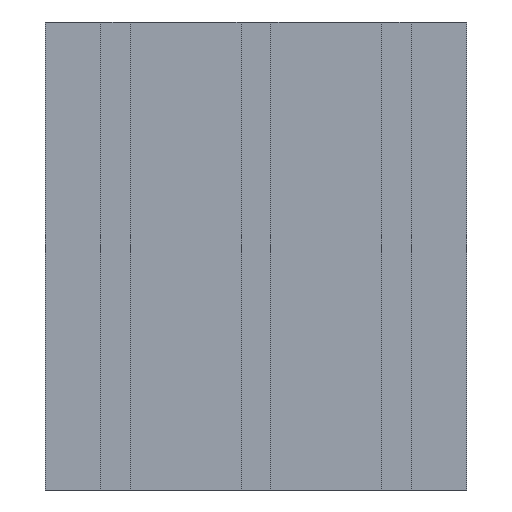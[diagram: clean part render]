
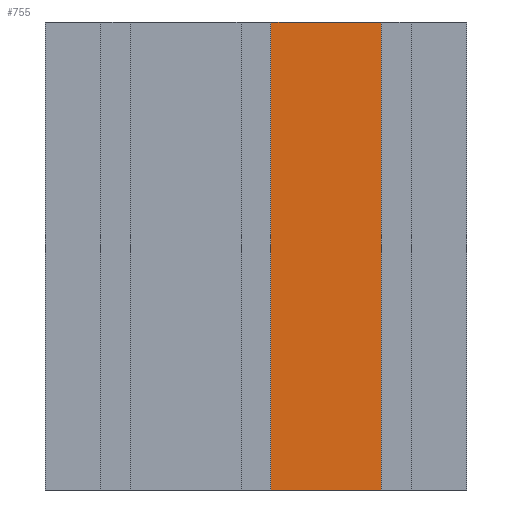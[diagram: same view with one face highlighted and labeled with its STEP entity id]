
A CAD part, front view. The second image highlights one B-rep face of the part: STEP entity #755.
In plain terms, the highlighted planar face has unit normal (0, -1, 0).
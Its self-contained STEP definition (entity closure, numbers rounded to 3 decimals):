
#319 = DIRECTION ( 'NONE',  ( 1., 0., 0. ) ) ;
#373 = ORIENTED_EDGE ( 'NONE', *, *, #6834, .F. ) ;
#755 = ADVANCED_FACE ( 'NONE', ( #5554 ), #4650, .F. ) ;
#980 = VERTEX_POINT ( 'NONE', #4744 ) ;
#1120 = CARTESIAN_POINT ( 'NONE',  ( 7753.079, 2712.732, 100. ) ) ;
#1469 = VECTOR ( 'NONE', #6065, 1000. ) ;
#1511 = CARTESIAN_POINT ( 'NONE',  ( 7729.479, 2712.732, 0. ) ) ;
#1555 = CARTESIAN_POINT ( 'NONE',  ( 7729.479, 2712.732, 100. ) ) ;
#1612 = CARTESIAN_POINT ( 'NONE',  ( 7753.079, 2712.732, 100. ) ) ;
#1888 = LINE ( 'NONE', #2891, #3424 ) ;
#2277 = CARTESIAN_POINT ( 'NONE',  ( 0., 2712.732, 100. ) ) ;
#2691 = ORIENTED_EDGE ( 'NONE', *, *, #6865, .T. ) ;
#2891 = CARTESIAN_POINT ( 'NONE',  ( 7729.479, 2712.732, 100. ) ) ;
#2918 = DIRECTION ( 'NONE',  ( 0., 0., 1. ) ) ;
#3016 = VECTOR ( 'NONE', #319, 1000. ) ;
#3069 = ORIENTED_EDGE ( 'NONE', *, *, #6864, .F. ) ;
#3227 = LINE ( 'NONE', #8169, #3016 ) ;
#3424 = VECTOR ( 'NONE', #2918, 1000. ) ;
#3654 = VERTEX_POINT ( 'NONE', #1120 ) ;
#3722 = EDGE_LOOP ( 'NONE', ( #3967, #3069, #373, #2691 ) ) ;
#3967 = ORIENTED_EDGE ( 'NONE', *, *, #6846, .T. ) ;
#4176 = DIRECTION ( 'NONE',  ( 0., 0., 1. ) ) ;
#4195 = CARTESIAN_POINT ( 'NONE',  ( 7729.479, 2712.732, 100. ) ) ;
#4456 = DIRECTION ( 'NONE',  ( 0., 1., 0. ) ) ;
#4650 = PLANE ( 'NONE',  #8524 ) ;
#4744 = CARTESIAN_POINT ( 'NONE',  ( 7753.079, 2712.732, 0. ) ) ;
#5086 = LINE ( 'NONE', #2277, #1469 ) ;
#5554 = FACE_OUTER_BOUND ( 'NONE', #3722, .T. ) ;
#6065 = DIRECTION ( 'NONE',  ( 1., 0., 0. ) ) ;
#6545 = LINE ( 'NONE', #1612, #8233 ) ;
#6720 = DIRECTION ( 'NONE',  ( 0., 0., 1. ) ) ;
#6817 = VERTEX_POINT ( 'NONE', #1555 ) ;
#6834 = EDGE_CURVE ( 'NONE', #7517, #6817, #1888, .T. ) ;
#6846 = EDGE_CURVE ( 'NONE', #980, #3654, #6545, .T. ) ;
#6864 = EDGE_CURVE ( 'NONE', #6817, #3654, #5086, .T. ) ;
#6865 = EDGE_CURVE ( 'NONE', #7517, #980, #3227, .T. ) ;
#7517 = VERTEX_POINT ( 'NONE', #1511 ) ;
#8169 = CARTESIAN_POINT ( 'NONE',  ( 0., 2712.732, 0. ) ) ;
#8233 = VECTOR ( 'NONE', #6720, 1000. ) ;
#8524 = AXIS2_PLACEMENT_3D ( 'NONE', #4195, #4456, #4176 ) ;
